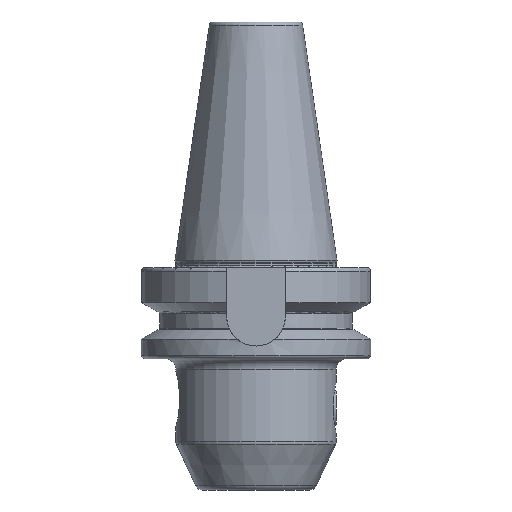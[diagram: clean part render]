
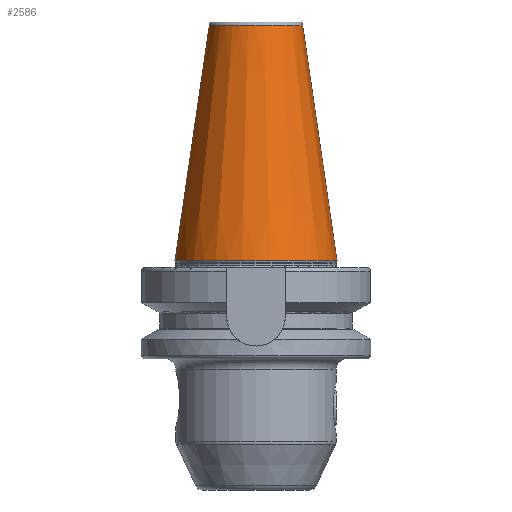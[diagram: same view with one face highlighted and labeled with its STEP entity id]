
A CAD part, left-side view. The second image highlights one B-rep face of the part: STEP entity #2586.
In plain terms, the highlighted conical face has half-angle 8.297 degrees and reference radius 17.519 mm.
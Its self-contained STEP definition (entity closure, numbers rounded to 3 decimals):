
#936=CARTESIAN_POINT('',(0,0,91.544));
#937=DIRECTION('',(0,0,1));
#938=DIRECTION('',(0,1,0));
#939=AXIS2_PLACEMENT_3D('',#936,#937,#938);
#941=DIRECTION('',(0.,0.144,0.99));
#942=VECTOR('',#941,65.227);
#943=CARTESIAN_POINT('',(0,-22.225,27));
#944=LINE('',#943,#942);
#945=CARTESIAN_POINT('',(0,0,27));
#946=DIRECTION('',(0,0,1));
#947=DIRECTION('',(0,1,0));
#948=AXIS2_PLACEMENT_3D('',#945,#946,#947);
#950=DIRECTION('',(0.,-0.144,0.99));
#951=VECTOR('',#950,65.227);
#952=CARTESIAN_POINT('',(0,22.225,27));
#953=LINE('',#952,#951);
#1344=CARTESIAN_POINT('',(0,22.225,27));
#1346=VERTEX_POINT('',#1344);
#1360=CARTESIAN_POINT('',(0,-22.225,27));
#1362=VERTEX_POINT('',#1360);
#1387=CARTESIAN_POINT('',(0,12.812,91.544));
#1388=CARTESIAN_POINT('',(0,-12.812,91.544));
#1389=VERTEX_POINT('',#1387);
#1390=VERTEX_POINT('',#1388);
#2572=CARTESIAN_POINT('',(0,0,59.272));
#2573=DIRECTION('',(0,0,-1));
#2574=DIRECTION('',(0,-1,0));
#2575=AXIS2_PLACEMENT_3D('',#2572,#2573,#2574);
#2576=CONICAL_SURFACE('',#2575,17.519,8.297);
#2578=ORIENTED_EDGE('',*,*,#2577,.T.);
#2580=ORIENTED_EDGE('',*,*,#2579,.F.);
#2581=ORIENTED_EDGE('',*,*,#2565,.F.);
#2583=ORIENTED_EDGE('',*,*,#2582,.T.);
#2584=EDGE_LOOP('',(#2578,#2580,#2581,#2583));
#2585=FACE_OUTER_BOUND('',#2584,.F.);
#2586=ADVANCED_FACE('',(#2585),#2576,.T.);
#940=CIRCLE('',#939,12.812);
#949=CIRCLE('',#948,22.225);
#2565=EDGE_CURVE('',#1346,#1362,#949,.T.);
#2577=EDGE_CURVE('',#1389,#1390,#940,.T.);
#2579=EDGE_CURVE('',#1362,#1390,#944,.T.);
#2582=EDGE_CURVE('',#1346,#1389,#953,.T.);
